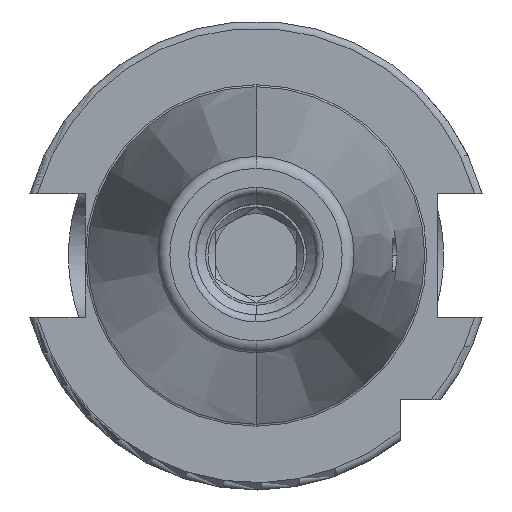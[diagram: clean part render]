
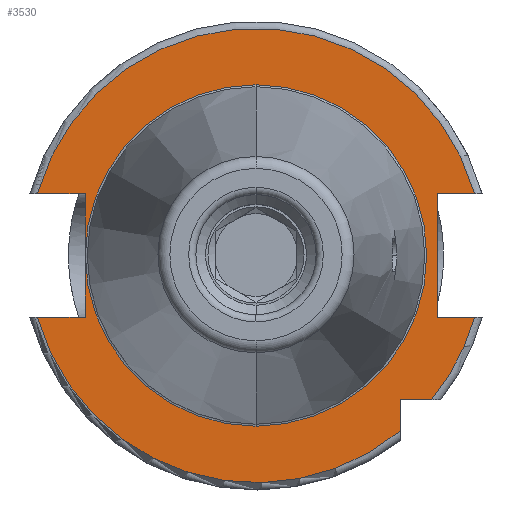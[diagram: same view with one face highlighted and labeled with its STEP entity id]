
A CAD part, top view. The second image highlights one B-rep face of the part: STEP entity #3530.
In plain terms, the highlighted planar face has unit normal (0, 0, 1).
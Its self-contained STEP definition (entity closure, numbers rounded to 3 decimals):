
#268=DIRECTION('',(1,0,0));
#269=VECTOR('',#268,9.969);
#270=CARTESIAN_POINT('',(-45.469,-12.85,15.9));
#271=LINE('',#270,#269);
#272=DIRECTION('',(0.,1,0));
#273=VECTOR('',#272,12.85);
#274=CARTESIAN_POINT('',(-35.5,-12.85,15.9));
#275=LINE('',#274,#273);
#276=DIRECTION('',(0.,1,0));
#277=VECTOR('',#276,12.85);
#278=CARTESIAN_POINT('',(-35.5,0,15.9));
#279=LINE('',#278,#277);
#280=DIRECTION('',(1,0,0));
#281=VECTOR('',#280,9.969);
#282=CARTESIAN_POINT('',(-45.469,12.85,15.9));
#283=LINE('',#282,#281);
#284=DIRECTION('',(-1,0,0));
#285=VECTOR('',#284,7.769);
#286=CARTESIAN_POINT('',(45.469,12.85,15.9));
#287=LINE('',#286,#285);
#288=DIRECTION('',(0,-1,0));
#289=VECTOR('',#288,25.7);
#290=CARTESIAN_POINT('',(37.7,12.85,15.9));
#291=LINE('',#290,#289);
#292=DIRECTION('',(-1,0,0));
#293=VECTOR('',#292,7.769);
#294=CARTESIAN_POINT('',(45.469,-12.85,15.9));
#295=LINE('',#294,#293);
#296=CARTESIAN_POINT('',(0,0,15.9));
#297=DIRECTION('',(0,0,1));
#298=DIRECTION('',(0.773,-0.635,0));
#299=AXIS2_PLACEMENT_3D('',#296,#297,#298);
#301=DIRECTION('',(-1,0,0));
#302=VECTOR('',#301,6.504);
#303=CARTESIAN_POINT('',(36.504,-30,15.9));
#304=LINE('',#303,#302);
#305=DIRECTION('',(0,1,0));
#306=VECTOR('',#305,6.504);
#307=CARTESIAN_POINT('',(30,-36.504,15.9));
#308=LINE('',#307,#306);
#969=CARTESIAN_POINT('',(0,0,15.9));
#970=DIRECTION('',(0,0,1));
#971=DIRECTION('',(0.962,0.272,0));
#972=AXIS2_PLACEMENT_3D('',#969,#970,#971);
#1020=CARTESIAN_POINT('',(0,0,15.9));
#1021=DIRECTION('',(0,0,1));
#1022=DIRECTION('',(-0.962,-0.272,0));
#1023=AXIS2_PLACEMENT_3D('',#1020,#1021,#1022);
#1882=CARTESIAN_POINT('',(0,0,15.9));
#1883=DIRECTION('',(0,0,1));
#1884=DIRECTION('',(0,1,0));
#1885=AXIS2_PLACEMENT_3D('',#1882,#1883,#1884);
#1897=CARTESIAN_POINT('',(0,0,15.9));
#1898=DIRECTION('',(0,0,1));
#1899=DIRECTION('',(-1,0,0));
#1900=AXIS2_PLACEMENT_3D('',#1897,#1898,#1899);
#1902=CARTESIAN_POINT('',(0,0,15.9));
#1903=DIRECTION('',(0,0,-1));
#1904=DIRECTION('',(0,1,0));
#1905=AXIS2_PLACEMENT_3D('',#1902,#1903,#1904);
#2667=CARTESIAN_POINT('',(0,35.5,15.9));
#2669=VERTEX_POINT('',#2667);
#2689=CARTESIAN_POINT('',(0,-35.5,15.9));
#2691=VERTEX_POINT('',#2689);
#2821=CARTESIAN_POINT('',(-45.469,-12.85,15.9));
#2822=CARTESIAN_POINT('',(-35.5,-12.85,15.9));
#2823=VERTEX_POINT('',#2821);
#2824=VERTEX_POINT('',#2822);
#2825=CARTESIAN_POINT('',(-35.5,0,15.9));
#2826=VERTEX_POINT('',#2825);
#2827=CARTESIAN_POINT('',(-35.5,12.85,15.9));
#2828=VERTEX_POINT('',#2827);
#2829=CARTESIAN_POINT('',(-45.469,12.85,15.9));
#2830=VERTEX_POINT('',#2829);
#2831=CARTESIAN_POINT('',(37.7,12.85,15.9));
#2832=CARTESIAN_POINT('',(37.7,-12.85,15.9));
#2833=VERTEX_POINT('',#2831);
#2834=VERTEX_POINT('',#2832);
#2835=CARTESIAN_POINT('',(45.469,-12.85,15.9));
#2836=VERTEX_POINT('',#2835);
#2837=CARTESIAN_POINT('',(45.469,12.85,15.9));
#2838=VERTEX_POINT('',#2837);
#2839=CARTESIAN_POINT('',(30,-36.504,15.9));
#2840=CARTESIAN_POINT('',(30,-30,15.9));
#2841=VERTEX_POINT('',#2839);
#2842=VERTEX_POINT('',#2840);
#2843=CARTESIAN_POINT('',(36.504,-30,15.9));
#2844=VERTEX_POINT('',#2843);
#3495=CARTESIAN_POINT('',(0,0,15.9));
#3496=DIRECTION('',(0,0,-1));
#3497=DIRECTION('',(0,-1,0));
#3498=AXIS2_PLACEMENT_3D('',#3495,#3496,#3497);
#3499=PLANE('',#3498);
#3501=ORIENTED_EDGE('',*,*,#3500,.T.);
#3503=ORIENTED_EDGE('',*,*,#3502,.T.);
#3505=ORIENTED_EDGE('',*,*,#3504,.T.);
#3507=ORIENTED_EDGE('',*,*,#3506,.F.);
#3509=ORIENTED_EDGE('',*,*,#3508,.T.);
#3511=ORIENTED_EDGE('',*,*,#3510,.T.);
#3513=ORIENTED_EDGE('',*,*,#3512,.F.);
#3515=ORIENTED_EDGE('',*,*,#3514,.F.);
#3516=ORIENTED_EDGE('',*,*,#3468,.T.);
#3517=ORIENTED_EDGE('',*,*,#3306,.T.);
#3519=ORIENTED_EDGE('',*,*,#3518,.F.);
#3521=ORIENTED_EDGE('',*,*,#3520,.F.);
#3523=ORIENTED_EDGE('',*,*,#3522,.T.);
#3525=ORIENTED_EDGE('',*,*,#3524,.F.);
#3527=ORIENTED_EDGE('',*,*,#3526,.F.);
#3528=EDGE_LOOP('',(#3501,#3503,#3505,#3507,#3509,#3511,#3513,#3515,#3516,#3517,
#3519,#3521,#3523,#3525,#3527));
#3529=FACE_OUTER_BOUND('',#3528,.F.);
#3530=ADVANCED_FACE('',(#3529),#3499,.F.);
#300=CIRCLE('',#299,47.25);
#973=CIRCLE('',#972,47.25);
#1024=CIRCLE('',#1023,47.25);
#1886=CIRCLE('',#1885,35.5);
#1901=CIRCLE('',#1900,35.5);
#1906=CIRCLE('',#1905,35.5);
#3306=EDGE_CURVE('',#2833,#2834,#291,.T.);
#3468=EDGE_CURVE('',#2838,#2833,#287,.T.);
#3500=EDGE_CURVE('',#2823,#2824,#271,.T.);
#3502=EDGE_CURVE('',#2824,#2826,#275,.T.);
#3504=EDGE_CURVE('',#2826,#2691,#1901,.T.);
#3506=EDGE_CURVE('',#2669,#2691,#1906,.T.);
#3508=EDGE_CURVE('',#2669,#2826,#1886,.T.);
#3510=EDGE_CURVE('',#2826,#2828,#279,.T.);
#3512=EDGE_CURVE('',#2830,#2828,#283,.T.);
#3514=EDGE_CURVE('',#2838,#2830,#973,.T.);
#3518=EDGE_CURVE('',#2836,#2834,#295,.T.);
#3520=EDGE_CURVE('',#2844,#2836,#300,.T.);
#3522=EDGE_CURVE('',#2844,#2842,#304,.T.);
#3524=EDGE_CURVE('',#2841,#2842,#308,.T.);
#3526=EDGE_CURVE('',#2823,#2841,#1024,.T.);
